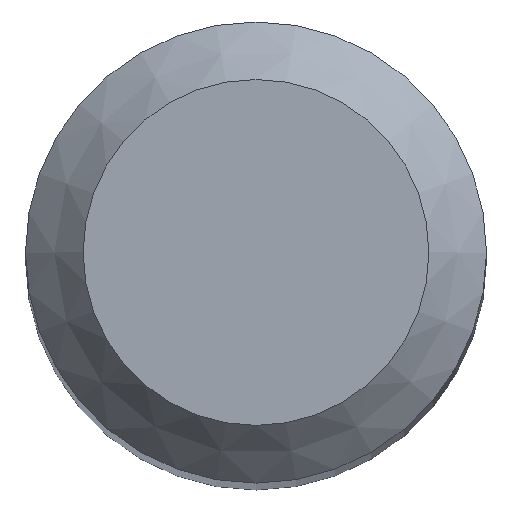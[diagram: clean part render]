
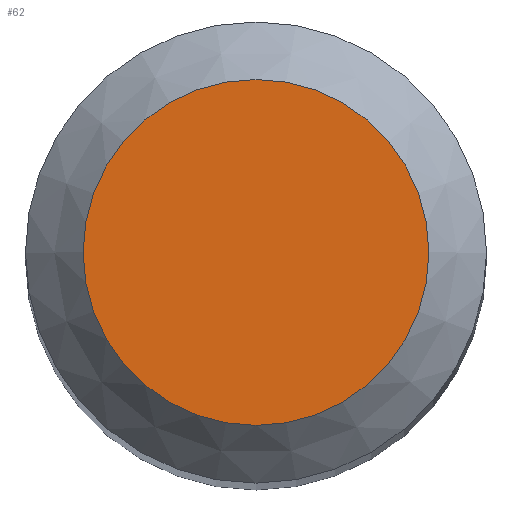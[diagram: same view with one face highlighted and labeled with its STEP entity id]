
A CAD part, top view. The second image highlights one B-rep face of the part: STEP entity #62.
In plain terms, the highlighted planar face has unit normal (0, 0, 1).
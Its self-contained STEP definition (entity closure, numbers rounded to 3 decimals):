
#46=PLANE('',#227);
#49=FACE_OUTER_BOUND('',#105,.T.);
#62=ADVANCED_FACE('',(#49),#46,.T.);
#105=EDGE_LOOP('',(#125));
#125=ORIENTED_EDGE('',*,*,#148,.F.);
#138=VERTEX_POINT('',#335);
#148=EDGE_CURVE('',#138,#138,#158,.T.);
#158=CIRCLE('',#226,1.5);
#226=AXIS2_PLACEMENT_3D('',#334,#275,#276);
#227=AXIS2_PLACEMENT_3D('',#336,#277,#278);
#275=DIRECTION('',(0.,0.,-1.));
#276=DIRECTION('',(-1.,0.,0.));
#277=DIRECTION('',(0.,0.,1.));
#278=DIRECTION('',(-1.,0.,0.));
#334=CARTESIAN_POINT('',(0.,0.,28.));
#335=CARTESIAN_POINT('',(-1.5,0.,28.));
#336=CARTESIAN_POINT('',(1.5,0.,28.));
